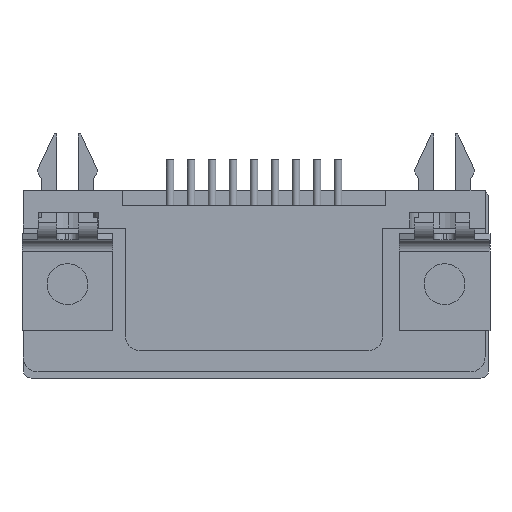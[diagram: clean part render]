
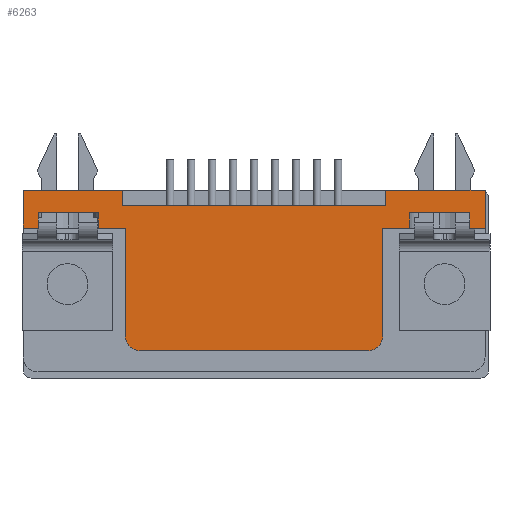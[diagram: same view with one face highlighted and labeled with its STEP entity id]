
A CAD part, front view. The second image highlights one B-rep face of the part: STEP entity #6263.
In plain terms, the highlighted planar face has unit normal (0, 1, 0).
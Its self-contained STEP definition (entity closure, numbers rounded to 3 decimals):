
#159=PLANE('',#7137);
#550=FACE_OUTER_BOUND('',#790,.T.);
#790=EDGE_LOOP('',(#5289,#5290,#5291,#5292,#5293,#5294,#5295,#5296,#5297,
#5298,#5299,#5300,#5301,#5302,#5303,#5304,#5305,#5306,#5307,#5308,#5309,
#5310));
#1094=CIRCLE('',#7138,1.);
#1095=CIRCLE('',#7139,1.);
#1558=LINE('',#10286,#2242);
#1559=LINE('',#10288,#2243);
#1560=LINE('',#10290,#2244);
#1561=LINE('',#10292,#2245);
#1562=LINE('',#10294,#2246);
#1563=LINE('',#10296,#2247);
#1564=LINE('',#10298,#2248);
#1565=LINE('',#10300,#2249);
#1566=LINE('',#10304,#2250);
#1567=LINE('',#10308,#2251);
#1568=LINE('',#10310,#2252);
#1569=LINE('',#10312,#2253);
#1570=LINE('',#10314,#2254);
#1571=LINE('',#10316,#2255);
#1572=LINE('',#10318,#2256);
#1573=LINE('',#10320,#2257);
#1574=LINE('',#10322,#2258);
#1575=LINE('',#10324,#2259);
#1576=LINE('',#10326,#2260);
#1577=LINE('',#10327,#2261);
#2242=VECTOR('',#8202,6.55);
#2243=VECTOR('',#8203,2.5);
#2244=VECTOR('',#8204,1.);
#2245=VECTOR('',#8205,1.);
#2246=VECTOR('',#8206,3.964);
#2247=VECTOR('',#8207,1.);
#2248=VECTOR('',#8208,1.786);
#2249=VECTOR('',#8209,7.1);
#2250=VECTOR('',#8212,15.);
#2251=VECTOR('',#8215,7.1);
#2252=VECTOR('',#8216,1.786);
#2253=VECTOR('',#8217,1.);
#2254=VECTOR('',#8218,3.964);
#2255=VECTOR('',#8219,1.);
#2256=VECTOR('',#8220,1.);
#2257=VECTOR('',#8221,2.5);
#2258=VECTOR('',#8222,6.55);
#2259=VECTOR('',#8223,1.);
#2260=VECTOR('',#8224,17.4);
#2261=VECTOR('',#8225,1.);
#3059=VERTEX_POINT('',#10284);
#3060=VERTEX_POINT('',#10285);
#3061=VERTEX_POINT('',#10287);
#3062=VERTEX_POINT('',#10289);
#3063=VERTEX_POINT('',#10291);
#3064=VERTEX_POINT('',#10293);
#3065=VERTEX_POINT('',#10295);
#3066=VERTEX_POINT('',#10297);
#3067=VERTEX_POINT('',#10299);
#3068=VERTEX_POINT('',#10301);
#3069=VERTEX_POINT('',#10303);
#3070=VERTEX_POINT('',#10305);
#3071=VERTEX_POINT('',#10307);
#3072=VERTEX_POINT('',#10309);
#3073=VERTEX_POINT('',#10311);
#3074=VERTEX_POINT('',#10313);
#3075=VERTEX_POINT('',#10315);
#3076=VERTEX_POINT('',#10317);
#3077=VERTEX_POINT('',#10319);
#3078=VERTEX_POINT('',#10321);
#3079=VERTEX_POINT('',#10323);
#3080=VERTEX_POINT('',#10325);
#4174=EDGE_CURVE('',#3059,#3060,#1558,.T.);
#4175=EDGE_CURVE('',#3060,#3061,#1559,.T.);
#4176=EDGE_CURVE('',#3061,#3062,#1560,.T.);
#4177=EDGE_CURVE('',#3062,#3063,#1561,.T.);
#4178=EDGE_CURVE('',#3063,#3064,#1562,.T.);
#4179=EDGE_CURVE('',#3064,#3065,#1563,.T.);
#4180=EDGE_CURVE('',#3065,#3066,#1564,.T.);
#4181=EDGE_CURVE('',#3066,#3067,#1565,.T.);
#4182=EDGE_CURVE('',#3067,#3068,#1094,.T.);
#4183=EDGE_CURVE('',#3068,#3069,#1566,.T.);
#4184=EDGE_CURVE('',#3069,#3070,#1095,.T.);
#4185=EDGE_CURVE('',#3070,#3071,#1567,.T.);
#4186=EDGE_CURVE('',#3071,#3072,#1568,.T.);
#4187=EDGE_CURVE('',#3072,#3073,#1569,.T.);
#4188=EDGE_CURVE('',#3073,#3074,#1570,.T.);
#4189=EDGE_CURVE('',#3074,#3075,#1571,.T.);
#4190=EDGE_CURVE('',#3075,#3076,#1572,.T.);
#4191=EDGE_CURVE('',#3076,#3077,#1573,.T.);
#4192=EDGE_CURVE('',#3077,#3078,#1574,.T.);
#4193=EDGE_CURVE('',#3078,#3079,#1575,.T.);
#4194=EDGE_CURVE('',#3079,#3080,#1576,.T.);
#4195=EDGE_CURVE('',#3080,#3059,#1577,.T.);
#5289=ORIENTED_EDGE('',*,*,#4174,.T.);
#5290=ORIENTED_EDGE('',*,*,#4175,.T.);
#5291=ORIENTED_EDGE('',*,*,#4176,.T.);
#5292=ORIENTED_EDGE('',*,*,#4177,.T.);
#5293=ORIENTED_EDGE('',*,*,#4178,.T.);
#5294=ORIENTED_EDGE('',*,*,#4179,.T.);
#5295=ORIENTED_EDGE('',*,*,#4180,.T.);
#5296=ORIENTED_EDGE('',*,*,#4181,.T.);
#5297=ORIENTED_EDGE('',*,*,#4182,.T.);
#5298=ORIENTED_EDGE('',*,*,#4183,.T.);
#5299=ORIENTED_EDGE('',*,*,#4184,.T.);
#5300=ORIENTED_EDGE('',*,*,#4185,.T.);
#5301=ORIENTED_EDGE('',*,*,#4186,.T.);
#5302=ORIENTED_EDGE('',*,*,#4187,.T.);
#5303=ORIENTED_EDGE('',*,*,#4188,.T.);
#5304=ORIENTED_EDGE('',*,*,#4189,.T.);
#5305=ORIENTED_EDGE('',*,*,#4190,.T.);
#5306=ORIENTED_EDGE('',*,*,#4191,.T.);
#5307=ORIENTED_EDGE('',*,*,#4192,.T.);
#5308=ORIENTED_EDGE('',*,*,#4193,.T.);
#5309=ORIENTED_EDGE('',*,*,#4194,.T.);
#5310=ORIENTED_EDGE('',*,*,#4195,.T.);
#6263=ADVANCED_FACE('',(#550),#159,.T.);
#7137=AXIS2_PLACEMENT_3D('',#10283,#8200,#8201);
#7138=AXIS2_PLACEMENT_3D('',#10302,#8210,#8211);
#7139=AXIS2_PLACEMENT_3D('',#10306,#8213,#8214);
#8200=DIRECTION('center_axis',(0.,1.,0.));
#8201=DIRECTION('ref_axis',(0.,0.,1.));
#8202=DIRECTION('',(1.,0.,0.));
#8203=DIRECTION('',(0.,0.,-1.));
#8204=DIRECTION('',(-1.,0.,0.));
#8205=DIRECTION('',(0.,0.,1.));
#8206=DIRECTION('',(-1.,0.,0.));
#8207=DIRECTION('',(0.,0.,-1.));
#8208=DIRECTION('',(-1.,0.,0.));
#8209=DIRECTION('',(0.,0.,-1.));
#8210=DIRECTION('center_axis',(0.,1.,0.));
#8211=DIRECTION('ref_axis',(1.,0.,0.));
#8212=DIRECTION('',(-1.,0.,0.));
#8213=DIRECTION('center_axis',(0.,1.,0.));
#8214=DIRECTION('ref_axis',(0.,0.,-1.));
#8215=DIRECTION('',(0.,0.,1.));
#8216=DIRECTION('',(-1.,0.,0.));
#8217=DIRECTION('',(0.,0.,1.));
#8218=DIRECTION('',(-1.,0.,0.));
#8219=DIRECTION('',(0.,0.,-1.));
#8220=DIRECTION('',(-1.,0.,0.));
#8221=DIRECTION('',(0.,0.,1.));
#8222=DIRECTION('',(1.,0.,0.));
#8223=DIRECTION('',(0.,0.,-1.));
#8224=DIRECTION('',(1.,0.,0.));
#8225=DIRECTION('',(0.,0.,1.));
#10283=CARTESIAN_POINT('Origin',(-15.25,0.,0.7));
#10284=CARTESIAN_POINT('',(8.7,0.,6.));
#10285=CARTESIAN_POINT('',(15.25,0.,6.));
#10286=CARTESIAN_POINT('',(8.7,0.,6.));
#10287=CARTESIAN_POINT('',(15.25,0.,3.5));
#10288=CARTESIAN_POINT('',(15.25,0.,6.));
#10289=CARTESIAN_POINT('',(14.25,0.,3.5));
#10290=CARTESIAN_POINT('',(15.25,0.,3.5));
#10291=CARTESIAN_POINT('',(14.25,0.,4.5));
#10292=CARTESIAN_POINT('',(14.25,0.,3.5));
#10293=CARTESIAN_POINT('',(10.286,0.,4.5));
#10294=CARTESIAN_POINT('',(14.25,0.,4.5));
#10295=CARTESIAN_POINT('',(10.286,0.,3.5));
#10296=CARTESIAN_POINT('',(10.286,0.,4.5));
#10297=CARTESIAN_POINT('',(8.5,0.,3.5));
#10298=CARTESIAN_POINT('',(10.286,0.,3.5));
#10299=CARTESIAN_POINT('',(8.5,0.,-3.6));
#10300=CARTESIAN_POINT('',(8.5,0.,3.5));
#10301=CARTESIAN_POINT('',(7.5,0.,-4.6));
#10302=CARTESIAN_POINT('Origin',(7.5,0.,-3.6));
#10303=CARTESIAN_POINT('',(-7.5,0.,-4.6));
#10304=CARTESIAN_POINT('',(7.5,0.,-4.6));
#10305=CARTESIAN_POINT('',(-8.5,0.,-3.6));
#10306=CARTESIAN_POINT('Origin',(-7.5,0.,-3.6));
#10307=CARTESIAN_POINT('',(-8.5,0.,3.5));
#10308=CARTESIAN_POINT('',(-8.5,0.,-3.6));
#10309=CARTESIAN_POINT('',(-10.286,0.,3.5));
#10310=CARTESIAN_POINT('',(-8.5,0.,3.5));
#10311=CARTESIAN_POINT('',(-10.286,0.,4.5));
#10312=CARTESIAN_POINT('',(-10.286,0.,3.5));
#10313=CARTESIAN_POINT('',(-14.25,0.,4.5));
#10314=CARTESIAN_POINT('',(-10.286,0.,4.5));
#10315=CARTESIAN_POINT('',(-14.25,0.,3.5));
#10316=CARTESIAN_POINT('',(-14.25,0.,4.5));
#10317=CARTESIAN_POINT('',(-15.25,0.,3.5));
#10318=CARTESIAN_POINT('',(-14.25,0.,3.5));
#10319=CARTESIAN_POINT('',(-15.25,0.,6.));
#10320=CARTESIAN_POINT('',(-15.25,0.,3.5));
#10321=CARTESIAN_POINT('',(-8.7,0.,6.));
#10322=CARTESIAN_POINT('',(-15.25,0.,6.));
#10323=CARTESIAN_POINT('',(-8.7,0.,5.));
#10324=CARTESIAN_POINT('',(-8.7,0.,6.));
#10325=CARTESIAN_POINT('',(8.7,0.,5.));
#10326=CARTESIAN_POINT('',(-8.7,0.,5.));
#10327=CARTESIAN_POINT('',(8.7,0.,5.));
